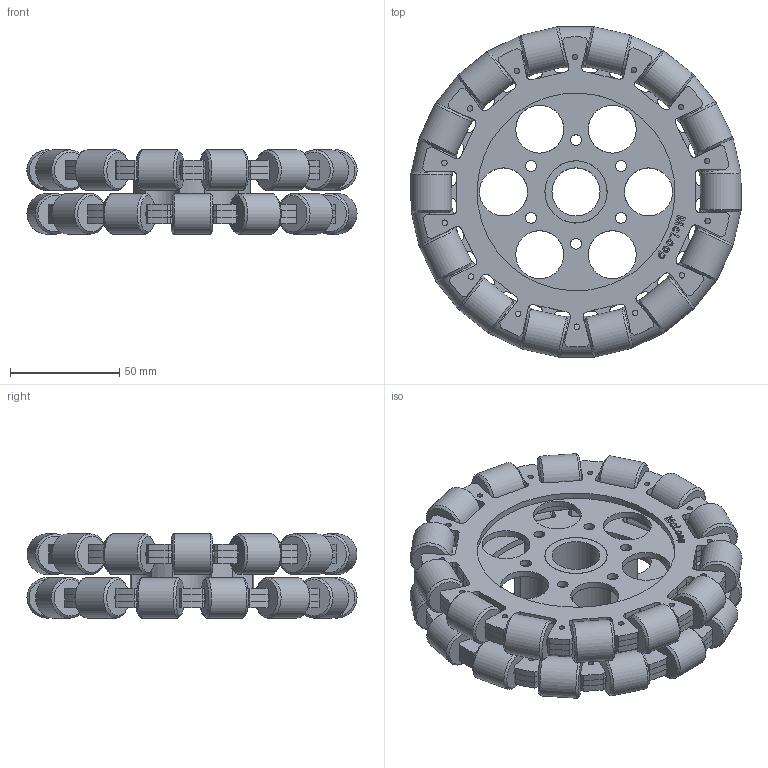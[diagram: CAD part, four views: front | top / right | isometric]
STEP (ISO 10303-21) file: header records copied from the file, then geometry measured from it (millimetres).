
FILE_DESCRIPTION(/* description */ (''),/* implementation_level */ '2;1');
FILE_NAME(/* name */ 'Omni Wheel 152mm.step',/* time_stamp */ '2023-08-14T23:10:55+05:30',/* author */ (''),/* organization */ (''),/* preprocessor_version */ 'ST-DEVELOPER v20',/* originating_system */ 'Autodesk Translation Framework v12.9.0.99',/* authorisation */ '');
FILE_SCHEMA (('AUTOMOTIVE_DESIGN { 1 0 10303 214 3 1 1 }'));
Length unit declared in the file: millimetre
Products named in the file (1): Omni Wheel 152mm
Bounding box: 151.3 x 151.2 x 38.6 mm (x, y, z)
Volume: 272120.5 mm3; surface area: 160037.7 mm2
Topology: 35 solids, 61 shells, 1509 faces, 4045 edges, 2678 vertices
Faces by surface type: plane 790, cylinder 497, bspline 166, cone 56
Full cylindrical faces by diameter (mm): 2.5 x138, 4 x28, 5 x18, 18.6 x28, 22 x13, 28.5 x4, 90.6 x4
Entity records: 54740 total; most frequent: CARTESIAN_POINT 16497, ORIENTED_EDGE 8090, DIRECTION 7395, EDGE_CURVE 4045, VERTEX_POINT 2678, LINE 2607, VECTOR 2607, AXIS2_PLACEMENT_3D 2394
